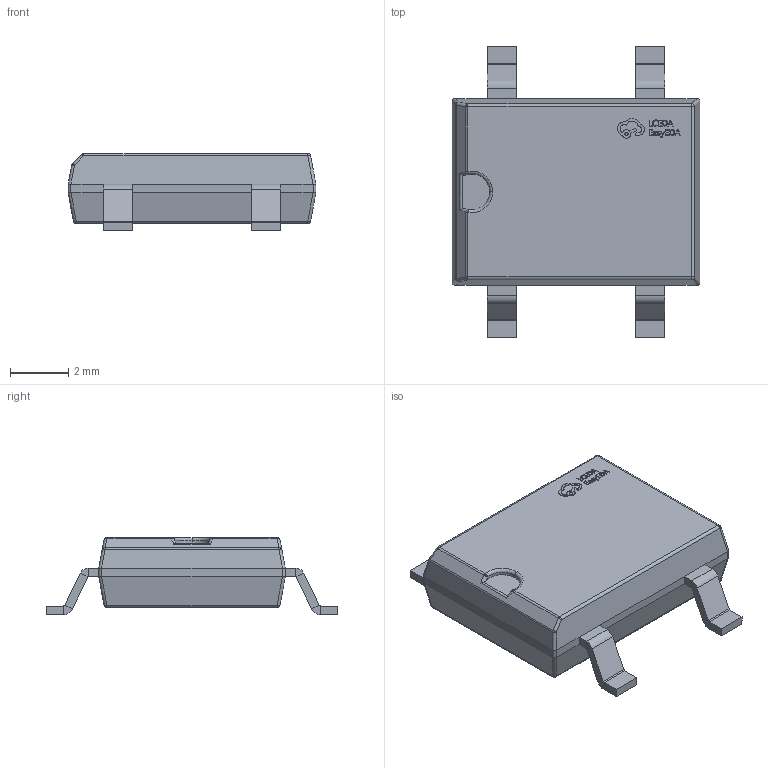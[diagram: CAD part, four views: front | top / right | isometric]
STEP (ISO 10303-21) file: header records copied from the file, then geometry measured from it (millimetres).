
FILE_DESCRIPTION (( 'STEP AP214' ), '1' );
FILE_NAME ('SDIP-4_L8.5-W6.5-H2.4-LS10.0-P5.1.step', '2022-06-21T14:26:43', ( '' ), ( '' ), 'SwSTEP 2.0', 'SolidWorks 2020', '' );
FILE_SCHEMA (( 'AUTOMOTIVE_DESIGN' ));
Length unit declared in the file: millimetre
Products named in the file (1): SDIP-4_L8.5-W6.5-H2.4-LS10.0-P5.1
Bounding box: 8.5 x 10 x 2.66 mm (x, y, z)
Volume: 126.9 mm3; surface area: 192.5 mm2
Topology: 1 solids, 1 shells, 426 faces, 1077 edges, 679 vertices
Faces by surface type: plane 259, bspline 114, cylinder 39, sphere 12, torus 2
Entity records: 17863 total; most frequent: CARTESIAN_POINT 4413, ORIENTED_EDGE 2154, DIRECTION 1510, EDGE_CURVE 1077, LINE 750, VECTOR 750, VERTEX_POINT 679, EDGE_LOOP 452
